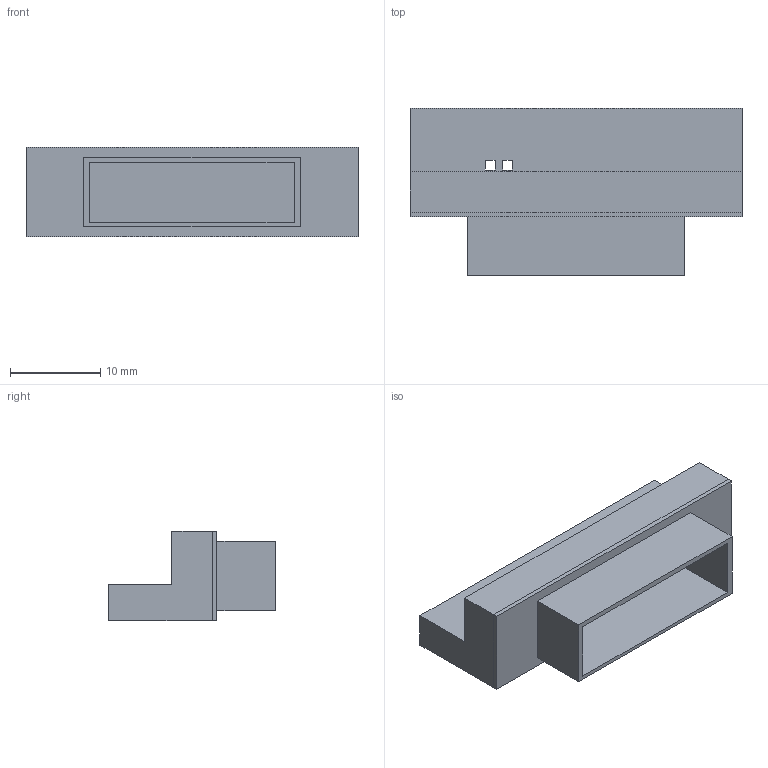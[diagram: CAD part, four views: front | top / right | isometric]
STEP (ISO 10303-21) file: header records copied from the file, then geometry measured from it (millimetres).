
FILE_DESCRIPTION(('FreeCAD Model'),'2;1');
FILE_NAME('Open CASCADE Shape Model','2021-11-23T21:19:56',('Doomn00b'), (''),'Open CASCADE STEP processor 7.5','FreeCAD','Unknown');
FILE_SCHEMA(('AUTOMOTIVE_DESIGN { 1 0 10303 214 1 1 1 1 }'));
Length unit declared in the file: millimetre
Products named in the file (4): Part; Plastic-body; pins; Metal-frame
Assembly tree (3 placements, depth 2):
  Part
    Plastic-body
    pins
    Metal-frame
Bounding box: 36.83 x 18.53 x 9.91 mm (x, y, z)
Volume: 2990.7 mm3; surface area: 3052 mm2
Topology: 2 solids, 2 shells, 31 faces, 142 edges, 116 vertices
Faces by surface type: plane 31
Entity records: 2165 total; most frequent: CARTESIAN_POINT 357, DIRECTION 276, ORIENTED_EDGE 156, AXIS2_PLACEMENT_3D 99, EDGE_CURVE 78, LINE 78, VECTOR 78, STYLED_ITEM 66
